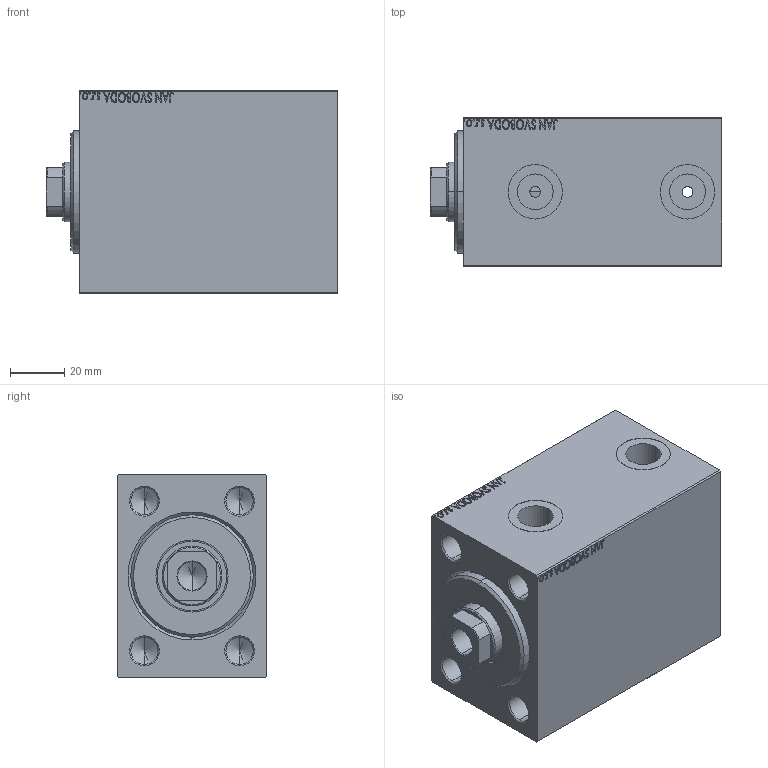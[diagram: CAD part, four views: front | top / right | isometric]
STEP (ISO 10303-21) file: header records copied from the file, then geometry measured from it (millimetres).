
FILE_DESCRIPTION (( 'STEP AP203' ), '1' );
FILE_NAME ('dbd7.STEP', '2022-04-17T11:19:55', ( '' ), ( '' ), 'SwSTEP 2.0', 'SolidWorks 2019', '' );
FILE_SCHEMA (( 'CONFIG_CONTROL_DESIGN' ));
Length unit declared in the file: millimetre
Products named in the file (4): V450CM_B_Body fe471c64a2b0eba743a15a1ea086564a; dbd7; V450CM_B_VCP fe471c64a2b0eba743a15a1ea086564a; V450CM_VC_B fe471c64a2b0eba743a15a1ea086564a
Assembly tree (3 placements, depth 2):
  dbd7
    V450CM_B_Body fe471c64a2b0eba743a15a1ea086564a
    V450CM_B_VCP fe471c64a2b0eba743a15a1ea086564a
    V450CM_VC_B fe471c64a2b0eba743a15a1ea086564a
Bounding box: 107 x 55 x 75 mm (x, y, z)
Volume: 359368.7 mm3; surface area: 60247.8 mm2
Topology: 3 solids, 3 shells, 895 faces, 2286 edges, 1497 vertices
Faces by surface type: plane 405, bspline 380, cylinder 64, cone 46
Entity records: 44792 total; most frequent: CARTESIAN_POINT 25274, ORIENTED_EDGE 4536, DIRECTION 2694, EDGE_CURVE 2268, VERTEX_POINT 1497, VECTOR 1340, LINE 1340, EDGE_LOOP 1021
